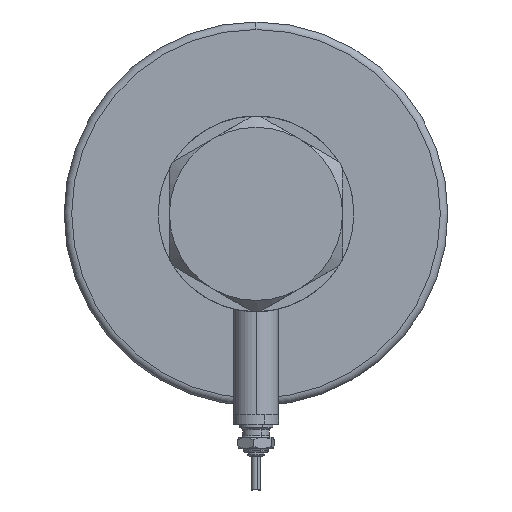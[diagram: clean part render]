
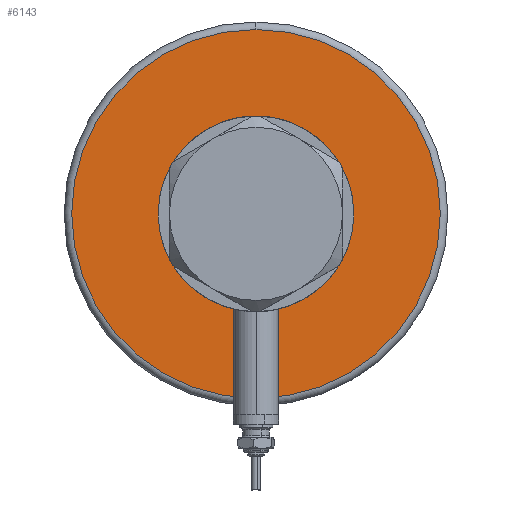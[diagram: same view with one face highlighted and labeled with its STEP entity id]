
A CAD part, left-side view. The second image highlights one B-rep face of the part: STEP entity #6143.
In plain terms, the highlighted face is planar.
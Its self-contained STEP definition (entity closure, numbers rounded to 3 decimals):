
#116 = CARTESIAN_POINT ( 'NONE',  ( 0., 0., 0. ) ) ;
#146 = DIRECTION ( 'NONE',  ( 1., 0., 0. ) ) ;
#166 = AXIS2_PLACEMENT_3D ( 'NONE', #1835, #5973, #3912 ) ;
#263 = CARTESIAN_POINT ( 'NONE',  ( 20., 0., 0. ) ) ;
#299 = DIRECTION ( 'NONE',  ( 0., 0., 1. ) ) ;
#648 = EDGE_CURVE ( 'NONE', #5740, #1817, #6117, .T. ) ;
#653 = FACE_BOUND ( 'NONE', #2327, .T. ) ;
#900 = DIRECTION ( 'NONE',  ( 1., 0., 0. ) ) ;
#1128 = DIRECTION ( 'NONE',  ( 1., 0., 0. ) ) ;
#1312 = VERTEX_POINT ( 'NONE', #263 ) ;
#1429 = EDGE_CURVE ( 'NONE', #1312, #2739, #6448, .T. ) ;
#1595 = ORIENTED_EDGE ( 'NONE', *, *, #1429, .T. ) ;
#1640 = DIRECTION ( 'NONE',  ( 0., 0., 1. ) ) ;
#1817 = VERTEX_POINT ( 'NONE', #6531 ) ;
#1835 = CARTESIAN_POINT ( 'NONE',  ( 0., 0., 0. ) ) ;
#1866 = ORIENTED_EDGE ( 'NONE', *, *, #6650, .T. ) ;
#1932 = CIRCLE ( 'NONE', #4546, 49. ) ;
#2067 = EDGE_LOOP ( 'NONE', ( #6529, #6234 ) ) ;
#2281 = CARTESIAN_POINT ( 'NONE',  ( 0., 0., 0. ) ) ;
#2327 = EDGE_LOOP ( 'NONE', ( #1595, #1866 ) ) ;
#2712 = CARTESIAN_POINT ( 'NONE',  ( 0., 0., 0. ) ) ;
#2739 = VERTEX_POINT ( 'NONE', #3077 ) ;
#2784 = DIRECTION ( 'NONE',  ( 1., 0., 0. ) ) ;
#2844 = DIRECTION ( 'NONE',  ( 0., 0., -1. ) ) ;
#3077 = CARTESIAN_POINT ( 'NONE',  ( -20., 0., 0. ) ) ;
#3224 = AXIS2_PLACEMENT_3D ( 'NONE', #116, #1640, #1128 ) ;
#3658 = AXIS2_PLACEMENT_3D ( 'NONE', #2712, #4769, #146 ) ;
#3912 = DIRECTION ( 'NONE',  ( 1., 0., 0. ) ) ;
#3949 = CARTESIAN_POINT ( 'NONE',  ( 0., 0., 0. ) ) ;
#4286 = AXIS2_PLACEMENT_3D ( 'NONE', #3949, #299, #900 ) ;
#4303 = PLANE ( 'NONE',  #3658 ) ;
#4395 = EDGE_CURVE ( 'NONE', #1817, #5740, #1932, .T. ) ;
#4546 = AXIS2_PLACEMENT_3D ( 'NONE', #2281, #2844, #2784 ) ;
#4769 = DIRECTION ( 'NONE',  ( 0., 0., 1. ) ) ;
#4853 = CIRCLE ( 'NONE', #3224, 20. ) ;
#4867 = FACE_OUTER_BOUND ( 'NONE', #2067, .T. ) ;
#4901 = CARTESIAN_POINT ( 'NONE',  ( -49., 0., 0. ) ) ;
#5740 = VERTEX_POINT ( 'NONE', #4901 ) ;
#5973 = DIRECTION ( 'NONE',  ( 0., 0., -1. ) ) ;
#6117 = CIRCLE ( 'NONE', #166, 49. ) ;
#6143 = ADVANCED_FACE ( 'NONE', ( #4867, #653 ), #4303, .F. ) ;
#6234 = ORIENTED_EDGE ( 'NONE', *, *, #648, .T. ) ;
#6448 = CIRCLE ( 'NONE', #4286, 20. ) ;
#6529 = ORIENTED_EDGE ( 'NONE', *, *, #4395, .T. ) ;
#6531 = CARTESIAN_POINT ( 'NONE',  ( 49., 0., 0. ) ) ;
#6650 = EDGE_CURVE ( 'NONE', #2739, #1312, #4853, .T. ) ;
